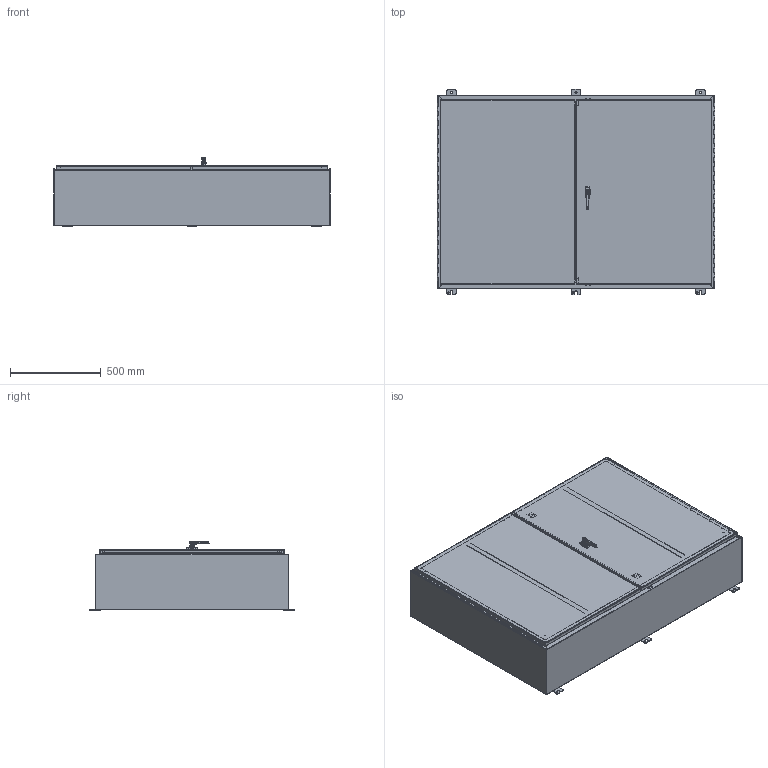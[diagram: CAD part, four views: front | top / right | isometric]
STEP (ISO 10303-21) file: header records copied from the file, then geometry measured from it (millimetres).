
FILE_DESCRIPTION(/* description */ ('42X60X12 WA_WF LRS'),/* implementation_level */ '2;1');
FILE_NAME(/* name */ 'WA426012WF.stp',/* time_stamp */ '2014-04-29T08:29:39-05:00',/* author */ ('dnichola'),/* organization */ (''),/* preprocessor_version */ 'ST-DEVELOPER v15.2',/* originating_system */ 'Autodesk Inventor 2014',/* authorisation */ '');
FILE_SCHEMA (('AUTOMOTIVE_DESIGN { 1 0 10303 214 3 1 1 }'));
Products named in the file (41): WA426012WFLRS; 34840; 38624; WA426012WFBTB; 38622; WA4260WFFIP; HFW3121; HFW31233; HFW3681; CHUTE_BOLT_GUIDE_ASSM; 1091-903_AF0_1; 1091-903_AF0_2; 1091-903_AF0; PLASTIC-ROLLER-CAM_AF1; 7379-M6-8X25_AF0; LOCK-NUT_AF0; PLASTIC-ROLLER-CAM_AF0_ASM; SUPPORT-ROLL_AF0; 1091-BR11_AF0; HFW31712; 37041; 30254; HFW3762; 31230; 3862; SS_LARGE_DOOR_ROD_ASSM-37041; 3244; 3761; WA42WFSTRIPGSKT; HFW3524; WA422WFDPK; 38846; WA4260WFLDR; WA4260WFSDR; 38859; 328135T; 328135L; 328135P; 328135; 328135_1 ...
Bounding box: 1527.76 x 1130.3 x 378.93 mm (x, y, z)
Volume: 12307148.6 mm3; surface area: 11549860.8 mm2
Topology: 66 solids, 114 shells, 2782 faces, 7097 edges, 4573 vertices
Faces by surface type: plane 1594, cylinder 696, bspline 366, torus 52, cone 46, sphere 28
Full cylindrical faces by diameter (mm): 2.5 x2, 2.921 x4, 3.048 x2, 3.17 x1, 3.302 x1, 3.9 x1, 4 x3, 4.039 x2, 4.2 x2, 4.5 x2, 5 x3, 5.08 x4, 5.69 x4, 6 x1, 6.128 x2, 6.172 x2, 6.337 x6, 6.35 x10, 6.41 x2, 7.023 x16, 7.144 x2, 7.938 x2, 7.95 x6, 8 x1, 8.2 x1, 8.382 x16, 8.56 x2, 9.525 x2, 10.16 x4, 11.112 x1
Entity records: 84748 total; most frequent: CARTESIAN_POINT 37599, ORIENTED_EDGE 9984, DIRECTION 8617, EDGE_CURVE 4990, VERTEX_POINT 3264, LINE 2987, VECTOR 2987, AXIS2_PLACEMENT_3D 2815
